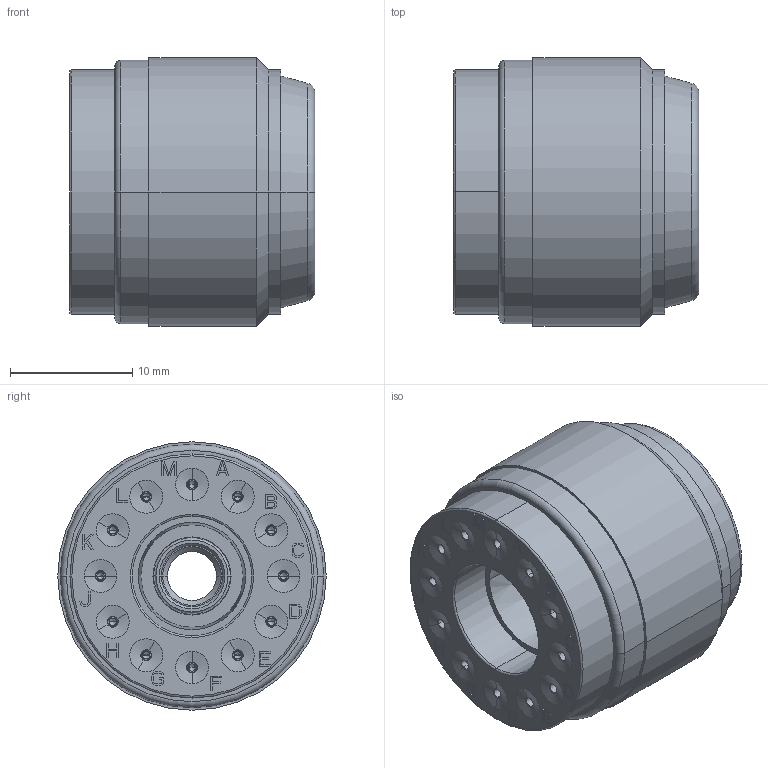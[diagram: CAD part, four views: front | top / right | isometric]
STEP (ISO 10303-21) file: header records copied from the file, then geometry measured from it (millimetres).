
FILE_DESCRIPTION((''),'2;1');
FILE_NAME('00117427200','2020-08-18T',('presta_be4'),(''),'CREO PARAMETRIC BY PTC INC, 2018360','CREO PARAMETRIC BY PTC INC, 2018360','');
FILE_SCHEMA(('CONFIG_CONTROL_DESIGN'));
Length unit declared in the file: millimetre
Products named in the file (1): 00117427200
Bounding box: 20.16 x 22 x 22 mm (x, y, z)
Volume: 4928.6 mm3; surface area: 6952 mm2
Topology: 1 solids, 1 shells, 2805 faces, 7101 edges, 4380 vertices
Faces by surface type: plane 1365, cylinder 768, cone 434, torus 238
Entity records: 86315 total; most frequent: CARTESIAN_POINT 17574, DIRECTION 15109, ORIENTED_EDGE 14106, EDGE_CURVE 7053, AXIS2_PLACEMENT_3D 5743, VERTEX_POINT 4380, VECTOR 3623, LINE 3623
